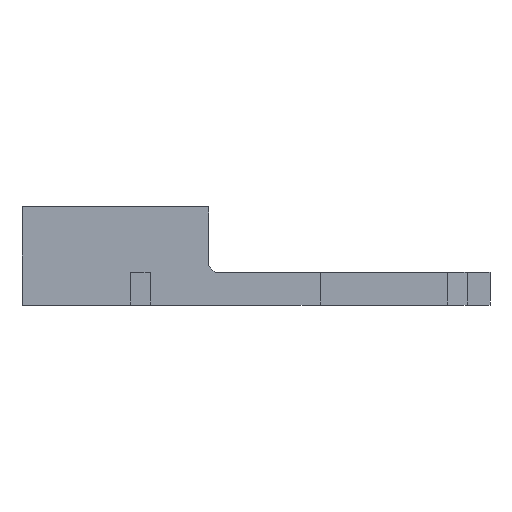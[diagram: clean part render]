
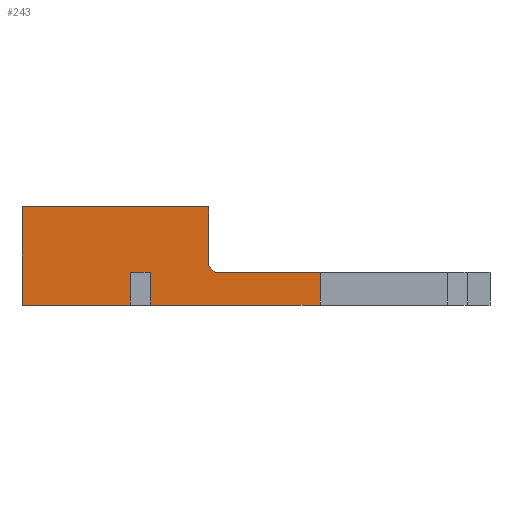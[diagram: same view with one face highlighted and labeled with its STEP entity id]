
A CAD part, left-side view. The second image highlights one B-rep face of the part: STEP entity #243.
In plain terms, the highlighted face is planar.
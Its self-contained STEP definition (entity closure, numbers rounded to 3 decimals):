
#4 = VERTEX_POINT ( 'NONE', #955 ) ;
#79 = CARTESIAN_POINT ( 'NONE',  ( 0.042, 37.458, -85. ) ) ;
#145 = VERTEX_POINT ( 'NONE', #1001 ) ;
#158 = FACE_OUTER_BOUND ( 'NONE', #1742, .T. ) ;
#199 = VECTOR ( 'NONE', #992, 1000. ) ;
#219 = CARTESIAN_POINT ( 'NONE',  ( 24.584, 32.5, -85. ) ) ;
#235 = CARTESIAN_POINT ( 'NONE',  ( 24.584, 42.5, -85. ) ) ;
#243 = ADVANCED_FACE ( 'NONE', ( #158 ), #1453, .F. ) ;
#247 = VECTOR ( 'NONE', #388, 1000. ) ;
#272 = LINE ( 'NONE', #1559, #1807 ) ;
#335 = VERTEX_POINT ( 'NONE', #901 ) ;
#347 = LINE ( 'NONE', #79, #612 ) ;
#353 = DIRECTION ( 'NONE',  ( 0., -1., 0. ) ) ;
#360 = VERTEX_POINT ( 'NONE', #1027 ) ;
#374 = CARTESIAN_POINT ( 'NONE',  ( 24.584, 32.5, -85. ) ) ;
#388 = DIRECTION ( 'NONE',  ( 0., -1., 0. ) ) ;
#393 = VECTOR ( 'NONE', #522, 1000. ) ;
#414 = EDGE_CURVE ( 'NONE', #868, #686, #616, .T. ) ;
#421 = VERTEX_POINT ( 'NONE', #1328 ) ;
#442 = VERTEX_POINT ( 'NONE', #1336 ) ;
#459 = ORIENTED_EDGE ( 'NONE', *, *, #1338, .F. ) ;
#476 = LINE ( 'NONE', #1562, #712 ) ;
#478 = CARTESIAN_POINT ( 'NONE',  ( 5., 27.5, -85. ) ) ;
#522 = DIRECTION ( 'NONE',  ( -1., 0., 0. ) ) ;
#593 = EDGE_CURVE ( 'NONE', #442, #335, #888, .T. ) ;
#600 = DIRECTION ( 'NONE',  ( 0., -1., 0. ) ) ;
#612 = VECTOR ( 'NONE', #643, 1000. ) ;
#613 = DIRECTION ( 'NONE',  ( 1., 0., 0. ) ) ;
#616 = LINE ( 'NONE', #374, #1415 ) ;
#630 = VECTOR ( 'NONE', #1741, 1000. ) ;
#633 = DIRECTION ( 'NONE',  ( -1., 0., 0. ) ) ;
#642 = ORIENTED_EDGE ( 'NONE', *, *, #1280, .F. ) ;
#643 = DIRECTION ( 'NONE',  ( 0.707, 0.707, 0. ) ) ;
#686 = VERTEX_POINT ( 'NONE', #1119 ) ;
#712 = VECTOR ( 'NONE', #736, 1000. ) ;
#727 = VERTEX_POINT ( 'NONE', #1674 ) ;
#728 = EDGE_CURVE ( 'NONE', #145, #1744, #1588, .T. ) ;
#735 = LINE ( 'NONE', #478, #630 ) ;
#736 = DIRECTION ( 'NONE',  ( 0., -1., 0. ) ) ;
#740 = ORIENTED_EDGE ( 'NONE', *, *, #1604, .T. ) ;
#752 = CARTESIAN_POINT ( 'NONE',  ( 5., 32.5, -85. ) ) ;
#765 = ORIENTED_EDGE ( 'NONE', *, *, #414, .T. ) ;
#783 = EDGE_CURVE ( 'NONE', #868, #421, #272, .T. ) ;
#797 = LINE ( 'NONE', #219, #1455 ) ;
#812 = ORIENTED_EDGE ( 'NONE', *, *, #593, .F. ) ;
#814 = ORIENTED_EDGE ( 'NONE', *, *, #1552, .T. ) ;
#844 = CARTESIAN_POINT ( 'NONE',  ( -20.959, 32.5, -85. ) ) ;
#865 = VECTOR ( 'NONE', #1274, 1000. ) ;
#868 = VERTEX_POINT ( 'NONE', #875 ) ;
#875 = CARTESIAN_POINT ( 'NONE',  ( 8., 32.5, -85. ) ) ;
#887 = VECTOR ( 'NONE', #1558, 1000. ) ;
#888 = LINE ( 'NONE', #1800, #247 ) ;
#901 = CARTESIAN_POINT ( 'NONE',  ( -3.916, 33.5, -85. ) ) ;
#955 = CARTESIAN_POINT ( 'NONE',  ( 5., 27.5, -85. ) ) ;
#992 = DIRECTION ( 'NONE',  ( -1., 0., 0. ) ) ;
#999 = EDGE_CURVE ( 'NONE', #4, #360, #735, .T. ) ;
#1001 = CARTESIAN_POINT ( 'NONE',  ( -4.916, 32.5, -85. ) ) ;
#1027 = CARTESIAN_POINT ( 'NONE',  ( -20.959, 27.5, -85. ) ) ;
#1078 = ORIENTED_EDGE ( 'NONE', *, *, #728, .F. ) ;
#1092 = AXIS2_PLACEMENT_3D ( 'NONE', #752, #1574, #613 ) ;
#1119 = CARTESIAN_POINT ( 'NONE',  ( 5., 32.5, -85. ) ) ;
#1131 = CARTESIAN_POINT ( 'NONE',  ( 5., 32.5, -85. ) ) ;
#1218 = LINE ( 'NONE', #844, #865 ) ;
#1265 = LINE ( 'NONE', #1756, #393 ) ;
#1274 = DIRECTION ( 'NONE',  ( 0., -1., 0. ) ) ;
#1280 = EDGE_CURVE ( 'NONE', #1744, #360, #1218, .T. ) ;
#1328 = CARTESIAN_POINT ( 'NONE',  ( 8., 27.5, -85. ) ) ;
#1336 = CARTESIAN_POINT ( 'NONE',  ( -3.916, 42.5, -85. ) ) ;
#1338 = EDGE_CURVE ( 'NONE', #1551, #442, #1583, .T. ) ;
#1381 = EDGE_CURVE ( 'NONE', #686, #4, #476, .T. ) ;
#1404 = CARTESIAN_POINT ( 'NONE',  ( 24.584, 42.5, -85. ) ) ;
#1415 = VECTOR ( 'NONE', #633, 1000. ) ;
#1445 = ORIENTED_EDGE ( 'NONE', *, *, #1509, .T. ) ;
#1453 = PLANE ( 'NONE',  #1092 ) ;
#1455 = VECTOR ( 'NONE', #353, 1000. ) ;
#1509 = EDGE_CURVE ( 'NONE', #1551, #727, #797, .T. ) ;
#1510 = ORIENTED_EDGE ( 'NONE', *, *, #783, .F. ) ;
#1551 = VERTEX_POINT ( 'NONE', #235 ) ;
#1552 = EDGE_CURVE ( 'NONE', #145, #335, #347, .T. ) ;
#1558 = DIRECTION ( 'NONE',  ( -1., 0., 0. ) ) ;
#1559 = CARTESIAN_POINT ( 'NONE',  ( 8., 32.5, -85. ) ) ;
#1562 = CARTESIAN_POINT ( 'NONE',  ( 5., 32.5, -85. ) ) ;
#1574 = DIRECTION ( 'NONE',  ( 0., 0., 1. ) ) ;
#1583 = LINE ( 'NONE', #1404, #887 ) ;
#1588 = LINE ( 'NONE', #1131, #199 ) ;
#1604 = EDGE_CURVE ( 'NONE', #727, #421, #1265, .T. ) ;
#1641 = ORIENTED_EDGE ( 'NONE', *, *, #999, .T. ) ;
#1674 = CARTESIAN_POINT ( 'NONE',  ( 24.584, 27.5, -85. ) ) ;
#1726 = ORIENTED_EDGE ( 'NONE', *, *, #1381, .T. ) ;
#1741 = DIRECTION ( 'NONE',  ( -1., 0., 0. ) ) ;
#1742 = EDGE_LOOP ( 'NONE', ( #1641, #642, #1078, #814, #812, #459, #1445, #740, #1510, #765, #1726 ) ) ;
#1744 = VERTEX_POINT ( 'NONE', #1771 ) ;
#1756 = CARTESIAN_POINT ( 'NONE',  ( 24.584, 27.5, -85. ) ) ;
#1771 = CARTESIAN_POINT ( 'NONE',  ( -20.959, 32.5, -85. ) ) ;
#1800 = CARTESIAN_POINT ( 'NONE',  ( -3.916, 42.5, -85. ) ) ;
#1807 = VECTOR ( 'NONE', #600, 1000. ) ;
